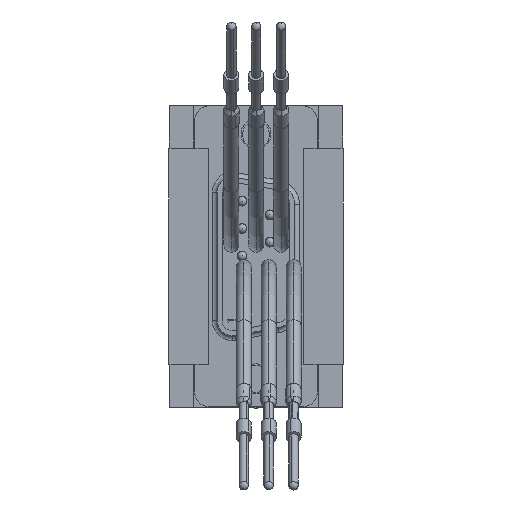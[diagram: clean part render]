
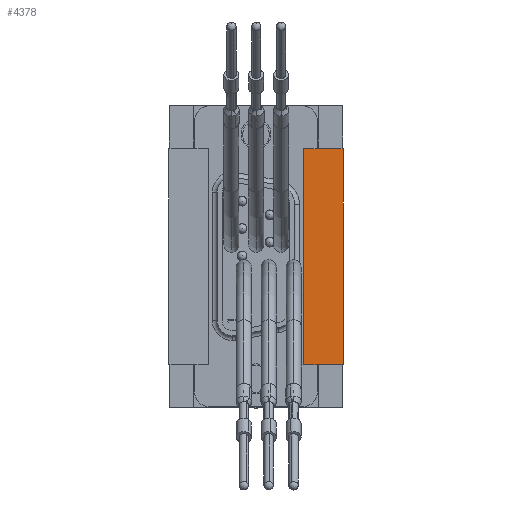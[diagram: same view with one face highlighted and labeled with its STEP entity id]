
A CAD part, left-side view. The second image highlights one B-rep face of the part: STEP entity #4378.
In plain terms, the highlighted planar face has unit normal (-1, 0, 0).
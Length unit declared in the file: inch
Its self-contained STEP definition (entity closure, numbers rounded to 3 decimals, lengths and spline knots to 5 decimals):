
#4378 = ADVANCED_FACE ( 'NONE', ( #13367 ), #13356, .F. ) ;
#4379 = EDGE_LOOP ( 'NONE', ( #4380, #4383, #4513, #4582, #4583, #4585, #4586, #4576 ) ) ;
#4380 = ORIENTED_EDGE ( 'NONE', *, *, #4381, .F. ) ;
#4381 = EDGE_CURVE ( 'NONE', #4382, #4399, #13357, .T. ) ;
#4382 = VERTEX_POINT ( 'NONE', #13453 ) ;
#4383 = ORIENTED_EDGE ( 'NONE', *, *, #4511, .T. ) ;
#4397 = EDGE_CURVE ( 'NONE', #4398, #4399, #13349, .T. ) ;
#4398 = VERTEX_POINT ( 'NONE', #13379 ) ;
#4399 = VERTEX_POINT ( 'NONE', #13378 ) ;
#4511 = EDGE_CURVE ( 'NONE', #4382, #4512, #13717, .T. ) ;
#4512 = VERTEX_POINT ( 'NONE', #13705 ) ;
#4513 = ORIENTED_EDGE ( 'NONE', *, *, #4514, .F. ) ;
#4514 = EDGE_CURVE ( 'NONE', #4515, #4512, #13656, .T. ) ;
#4515 = VERTEX_POINT ( 'NONE', #13652 ) ;
#4537 = VERTEX_POINT ( 'NONE', #13763 ) ;
#4539 = EDGE_CURVE ( 'NONE', #4537, #4540, #13749, .T. ) ;
#4540 = VERTEX_POINT ( 'NONE', #13745 ) ;
#4574 = VERTEX_POINT ( 'NONE', #13620 ) ;
#4575 = EDGE_CURVE ( 'NONE', #4537, #4398, #13612, .T. ) ;
#4576 = ORIENTED_EDGE ( 'NONE', *, *, #4397, .T. ) ;
#4582 = ORIENTED_EDGE ( 'NONE', *, *, #4603, .F. ) ;
#4583 = ORIENTED_EDGE ( 'NONE', *, *, #4584, .F. ) ;
#4584 = EDGE_CURVE ( 'NONE', #4540, #4574, #13628, .T. ) ;
#4585 = ORIENTED_EDGE ( 'NONE', *, *, #4539, .F. ) ;
#4586 = ORIENTED_EDGE ( 'NONE', *, *, #4575, .T. ) ;
#4603 = EDGE_CURVE ( 'NONE', #4574, #4515, #13841, .T. ) ;
#13349 = LINE ( 'NONE', #13355, #13381 ) ;
#13355 = CARTESIAN_POINT ( 'NONE',  ( -0.79, -0.19, -0.43395 ) ) ;
#13356 = PLANE ( 'NONE',  #13414 ) ;
#13357 = LINE ( 'NONE', #13397, #13455 ) ;
#13367 = FACE_OUTER_BOUND ( 'NONE', #4379, .T. ) ;
#13378 = CARTESIAN_POINT ( 'NONE',  ( -0.79, -0.25, -0.43395 ) ) ;
#13379 = CARTESIAN_POINT ( 'NONE',  ( -0.79, -0.191, -0.43395 ) ) ;
#13380 = DIRECTION ( 'NONE',  ( 0., -1., 0. ) ) ;
#13381 = VECTOR ( 'NONE', #13380, 39.37008 ) ;
#13397 = CARTESIAN_POINT ( 'NONE',  ( -0.79, -0.25, 0.43395 ) ) ;
#13411 = DIRECTION ( 'NONE',  ( 0., 1., 0. ) ) ;
#13412 = DIRECTION ( 'NONE',  ( 1., 0., 0. ) ) ;
#13413 = CARTESIAN_POINT ( 'NONE',  ( -0.79, 0.35, 0.434 ) ) ;
#13414 = AXIS2_PLACEMENT_3D ( 'NONE', #13413, #13412, #13411 ) ;
#13453 = CARTESIAN_POINT ( 'NONE',  ( -0.79, -0.25, -0.43273 ) ) ;
#13454 = DIRECTION ( 'NONE',  ( 0., 0., -1. ) ) ;
#13455 = VECTOR ( 'NONE', #13454, 39.37008 ) ;
#13584 = DIRECTION ( 'NONE',  ( 0., 0., -1. ) ) ;
#13585 = VECTOR ( 'NONE', #13584, 39.37008 ) ;
#13587 = DIRECTION ( 'NONE',  ( 0., 0., -1. ) ) ;
#13588 = VECTOR ( 'NONE', #13587, 39.37008 ) ;
#13589 = CARTESIAN_POINT ( 'NONE',  ( -0.79, -0.25, 0.43395 ) ) ;
#13611 = CARTESIAN_POINT ( 'NONE',  ( -0.79, -0.191, -0.43395 ) ) ;
#13612 = LINE ( 'NONE', #13611, #13585 ) ;
#13620 = CARTESIAN_POINT ( 'NONE',  ( -0.79, -0.25, 0.4337 ) ) ;
#13628 = LINE ( 'NONE', #13589, #13588 ) ;
#13652 = CARTESIAN_POINT ( 'NONE',  ( -0.79, -0.35, 0.43365 ) ) ;
#13653 = DIRECTION ( 'NONE',  ( 0., 0., -1. ) ) ;
#13654 = VECTOR ( 'NONE', #13653, 39.37008 ) ;
#13655 = CARTESIAN_POINT ( 'NONE',  ( -0.79, -0.35, 0.434 ) ) ;
#13656 = LINE ( 'NONE', #13655, #13654 ) ;
#13705 = CARTESIAN_POINT ( 'NONE',  ( -0.79, -0.35, -0.43268 ) ) ;
#13706 = DIRECTION ( 'NONE',  ( 0., -1., 0. ) ) ;
#13707 = VECTOR ( 'NONE', #13706, 39.37008 ) ;
#13708 = CARTESIAN_POINT ( 'NONE',  ( -0.79, 0.34957, -0.43302 ) ) ;
#13717 = LINE ( 'NONE', #13708, #13707 ) ;
#13745 = CARTESIAN_POINT ( 'NONE',  ( -0.79, -0.25, 0.43395 ) ) ;
#13746 = DIRECTION ( 'NONE',  ( 0., -1., 0. ) ) ;
#13747 = VECTOR ( 'NONE', #13746, 39.37008 ) ;
#13748 = CARTESIAN_POINT ( 'NONE',  ( -0.79, -0.19, 0.43395 ) ) ;
#13749 = LINE ( 'NONE', #13748, #13747 ) ;
#13763 = CARTESIAN_POINT ( 'NONE',  ( -0.79, -0.191, 0.43395 ) ) ;
#13841 = LINE ( 'NONE', #13848, #13846 ) ;
#13846 = VECTOR ( 'NONE', #13847, 39.37008 ) ;
#13847 = DIRECTION ( 'NONE',  ( 0., -1., 0. ) ) ;
#13848 = CARTESIAN_POINT ( 'NONE',  ( -0.79, 0.35, 0.434 ) ) ;
